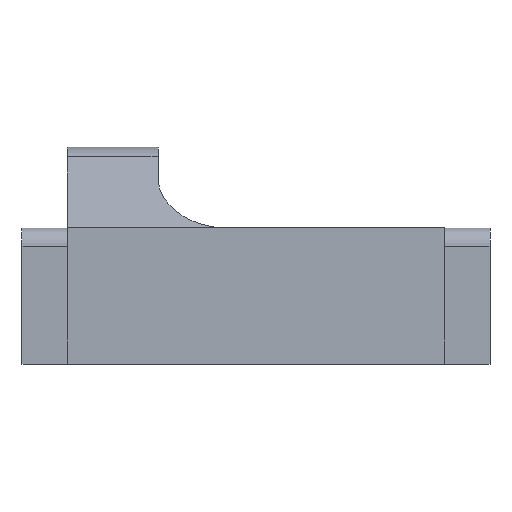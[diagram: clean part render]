
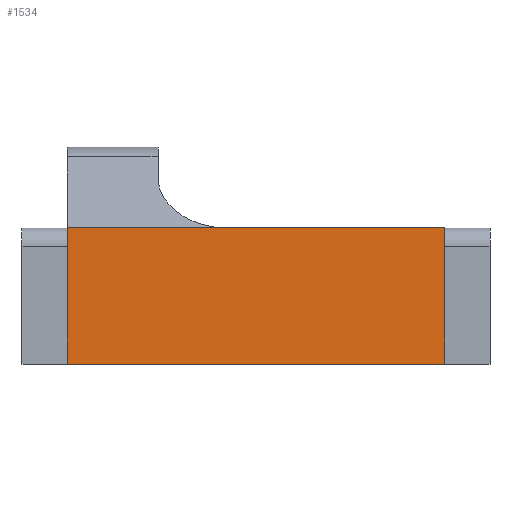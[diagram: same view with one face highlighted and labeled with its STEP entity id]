
A CAD part, top view. The second image highlights one B-rep face of the part: STEP entity #1534.
In plain terms, the highlighted planar face has unit normal (0, 0, 1).
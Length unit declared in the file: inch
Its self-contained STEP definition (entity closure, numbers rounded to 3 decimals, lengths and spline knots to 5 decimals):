
#31 = DIRECTION ( 'NONE',  ( 0., -1., 0. ) ) ;
#92 = CARTESIAN_POINT ( 'NONE',  ( 0., 0., 1.625 ) ) ;
#115 = EDGE_LOOP ( 'NONE', ( #897, #3150, #1868, #2452 ) ) ;
#160 = VECTOR ( 'NONE', #516, 39.37008 ) ;
#231 = PLANE ( 'NONE',  #497 ) ;
#236 = CARTESIAN_POINT ( 'NONE',  ( 0., 0., 1.625 ) ) ;
#413 = DIRECTION ( 'NONE',  ( 1., 0., 0. ) ) ;
#497 = AXIS2_PLACEMENT_3D ( 'NONE', #236, #522, #413 ) ;
#516 = DIRECTION ( 'NONE',  ( -1., 0., 0. ) ) ;
#522 = DIRECTION ( 'NONE',  ( 0., 0., 1. ) ) ;
#653 = CARTESIAN_POINT ( 'NONE',  ( 0., 0., 1.625 ) ) ;
#775 = LINE ( 'NONE', #2569, #3414 ) ;
#793 = VECTOR ( 'NONE', #31, 39.37008 ) ;
#897 = ORIENTED_EDGE ( 'NONE', *, *, #1194, .T. ) ;
#1106 = CARTESIAN_POINT ( 'NONE',  ( 2.08, -0.75, 1.625 ) ) ;
#1141 = VERTEX_POINT ( 'NONE', #2264 ) ;
#1157 = LINE ( 'NONE', #3609, #160 ) ;
#1194 = EDGE_CURVE ( 'NONE', #3246, #1141, #3536, .T. ) ;
#1534 = ADVANCED_FACE ( 'NONE', ( #4040 ), #231, .T. ) ;
#1868 = ORIENTED_EDGE ( 'NONE', *, *, #2359, .T. ) ;
#2154 = CARTESIAN_POINT ( 'NONE',  ( 2.08, 0., 1.625 ) ) ;
#2235 = CARTESIAN_POINT ( 'NONE',  ( 2.08, 0., 1.625 ) ) ;
#2264 = CARTESIAN_POINT ( 'NONE',  ( 0., -0.75, 1.625 ) ) ;
#2274 = VECTOR ( 'NONE', #2573, 39.37008 ) ;
#2359 = EDGE_CURVE ( 'NONE', #2847, #3704, #3142, .T. ) ;
#2452 = ORIENTED_EDGE ( 'NONE', *, *, #4032, .T. ) ;
#2569 = CARTESIAN_POINT ( 'NONE',  ( 0., -0.75, 1.625 ) ) ;
#2573 = DIRECTION ( 'NONE',  ( 0., 1., 0. ) ) ;
#2588 = DIRECTION ( 'NONE',  ( 1., 0., 0. ) ) ;
#2847 = VERTEX_POINT ( 'NONE', #1106 ) ;
#3142 = LINE ( 'NONE', #2154, #2274 ) ;
#3150 = ORIENTED_EDGE ( 'NONE', *, *, #3378, .T. ) ;
#3246 = VERTEX_POINT ( 'NONE', #653 ) ;
#3378 = EDGE_CURVE ( 'NONE', #1141, #2847, #775, .T. ) ;
#3414 = VECTOR ( 'NONE', #2588, 39.37008 ) ;
#3536 = LINE ( 'NONE', #92, #793 ) ;
#3609 = CARTESIAN_POINT ( 'NONE',  ( 0., 0., 1.625 ) ) ;
#3704 = VERTEX_POINT ( 'NONE', #2235 ) ;
#4032 = EDGE_CURVE ( 'NONE', #3704, #3246, #1157, .T. ) ;
#4040 = FACE_OUTER_BOUND ( 'NONE', #115, .T. ) ;
